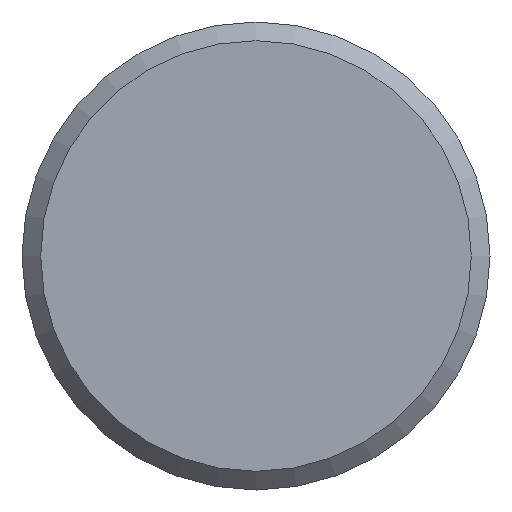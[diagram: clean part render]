
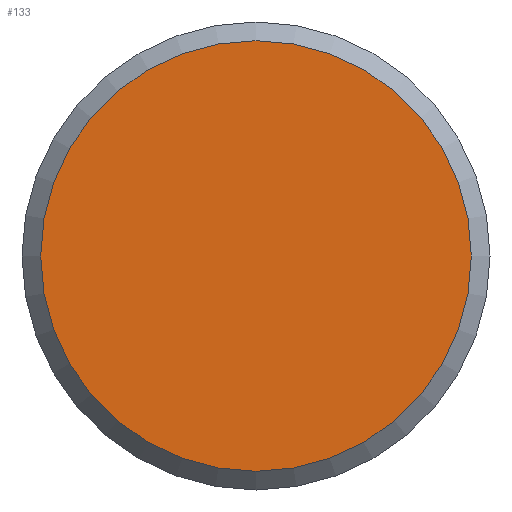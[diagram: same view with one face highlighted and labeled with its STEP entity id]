
A CAD part, front view. The second image highlights one B-rep face of the part: STEP entity #133.
In plain terms, the highlighted planar face has unit normal (0, -1, 0).
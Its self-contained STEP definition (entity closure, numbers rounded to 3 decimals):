
#133 = ADVANCED_FACE( '', ( #280 ), #281, .F. );
#280 = FACE_OUTER_BOUND( '', #440, .T. );
#281 = PLANE( '', #441 );
#440 = EDGE_LOOP( '', ( #717 ) );
#441 = AXIS2_PLACEMENT_3D( '', #718, #719, #720 );
#717 = ORIENTED_EDGE( '', *, *, #880, .T. );
#718 = CARTESIAN_POINT( '', ( 11.5, 0., 0. ) );
#719 = DIRECTION( '', ( 0., 1., 0. ) );
#720 = DIRECTION( '', ( 0., 0., 1. ) );
#880 = EDGE_CURVE( '', #1029, #1029, #1030, .T. );
#1029 = VERTEX_POINT( '', #1319 );
#1030 = CIRCLE( '', #1320, 11.5 );
#1319 = CARTESIAN_POINT( '', ( 0., 0., -11.5 ) );
#1320 = AXIS2_PLACEMENT_3D( '', #1438, #1439, #1440 );
#1438 = CARTESIAN_POINT( '', ( 0., 0., 0. ) );
#1439 = DIRECTION( '', ( 0., -1., 0. ) );
#1440 = DIRECTION( '', ( 0., 0., -1. ) );
